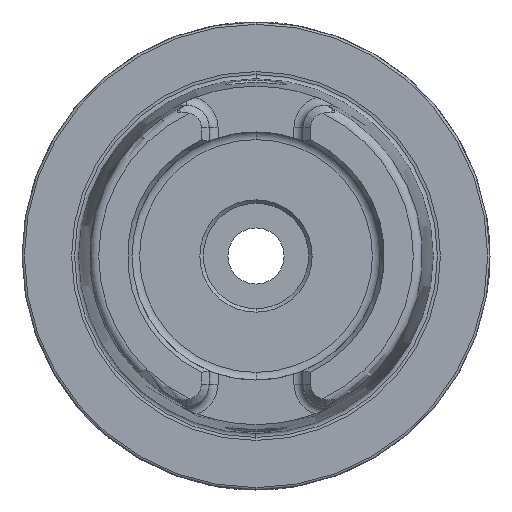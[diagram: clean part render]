
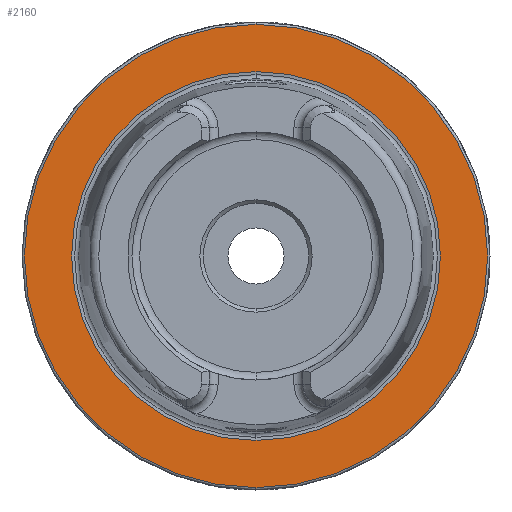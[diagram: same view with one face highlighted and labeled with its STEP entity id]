
A CAD part, left-side view. The second image highlights one B-rep face of the part: STEP entity #2160.
In plain terms, the highlighted planar face has unit normal (-1, 0, 0).
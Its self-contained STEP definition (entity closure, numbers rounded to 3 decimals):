
#84 = EDGE_CURVE ( 'NONE', #4127, #4128, #2882, .T. ) ;
#492 = EDGE_CURVE ( 'NONE', #4128, #4127, #5579, .T. ) ;
#493 = EDGE_CURVE ( 'NONE', #4125, #4120, #5595, .T. ) ;
#1509 = CARTESIAN_POINT ( 'NONE',  ( 0., 0., 0. ) ) ;
#1511 = DIRECTION ( 'NONE',  ( -1., 0., 0. ) ) ;
#1513 = DIRECTION ( 'NONE',  ( 0., 0., 1. ) ) ;
#1924 = EDGE_CURVE ( 'NONE', #4120, #4125, #5790, .T. ) ;
#2160 = ADVANCED_FACE ( 'NONE', ( #8164, #8157 ), #2311, .F. ) ;
#2308 = CARTESIAN_POINT ( 'NONE',  ( 0., 49.5, 0. ) ) ;
#2311 = PLANE ( 'NONE',  #6395 ) ;
#2313 = DIRECTION ( 'NONE',  ( 1., 0., 0. ) ) ;
#2314 = DIRECTION ( 'NONE',  ( 0., 0., -1. ) ) ;
#2631 = EDGE_LOOP ( 'NONE', ( #3005, #3030 ) ) ;
#2882 = CIRCLE ( 'NONE', #6035, 49.5 ) ;
#3005 = ORIENTED_EDGE ( 'NONE', *, *, #84, .T. ) ;
#3027 = ORIENTED_EDGE ( 'NONE', *, *, #1924, .F. ) ;
#3030 = ORIENTED_EDGE ( 'NONE', *, *, #492, .T. ) ;
#4120 = VERTEX_POINT ( 'NONE', #6899 ) ;
#4125 = VERTEX_POINT ( 'NONE', #6904 ) ;
#4127 = VERTEX_POINT ( 'NONE', #6906 ) ;
#4128 = VERTEX_POINT ( 'NONE', #6907 ) ;
#5220 = AXIS2_PLACEMENT_3D ( 'NONE', #1509, #1511, #1513 ) ;
#5579 = CIRCLE ( 'NONE', #6077, 49.5 ) ;
#5595 = CIRCLE ( 'NONE', #6078, 39.405 ) ;
#5790 = CIRCLE ( 'NONE', #5220, 39.405 ) ;
#6035 = AXIS2_PLACEMENT_3D ( 'NONE', #7809, #7810, #7811 ) ;
#6077 = AXIS2_PLACEMENT_3D ( 'NONE', #6347, #6348, #6350 ) ;
#6078 = AXIS2_PLACEMENT_3D ( 'NONE', #6353, #6355, #6356 ) ;
#6117 = ORIENTED_EDGE ( 'NONE', *, *, #493, .F. ) ;
#6129 = EDGE_LOOP ( 'NONE', ( #6117, #3027 ) ) ;
#6347 = CARTESIAN_POINT ( 'NONE',  ( 0., 0., 0. ) ) ;
#6348 = DIRECTION ( 'NONE',  ( -1., 0., 0. ) ) ;
#6350 = DIRECTION ( 'NONE',  ( 0., 0., 1. ) ) ;
#6353 = CARTESIAN_POINT ( 'NONE',  ( 0., 0., 0. ) ) ;
#6355 = DIRECTION ( 'NONE',  ( -1., 0., 0. ) ) ;
#6356 = DIRECTION ( 'NONE',  ( 0., 0., 1. ) ) ;
#6395 = AXIS2_PLACEMENT_3D ( 'NONE', #2308, #2313, #2314 ) ;
#6899 = CARTESIAN_POINT ( 'NONE',  ( 0., 0., -39.405 ) ) ;
#6904 = CARTESIAN_POINT ( 'NONE',  ( 0., 0., 39.405 ) ) ;
#6906 = CARTESIAN_POINT ( 'NONE',  ( 0., 0., 49.5 ) ) ;
#6907 = CARTESIAN_POINT ( 'NONE',  ( 0., 0., -49.5 ) ) ;
#7809 = CARTESIAN_POINT ( 'NONE',  ( 0., 0., 0. ) ) ;
#7810 = DIRECTION ( 'NONE',  ( -1., 0., 0. ) ) ;
#7811 = DIRECTION ( 'NONE',  ( 0., 0., 1. ) ) ;
#8157 = FACE_OUTER_BOUND ( 'NONE', #2631, .T. ) ;
#8164 = FACE_BOUND ( 'NONE', #6129, .T. ) ;
